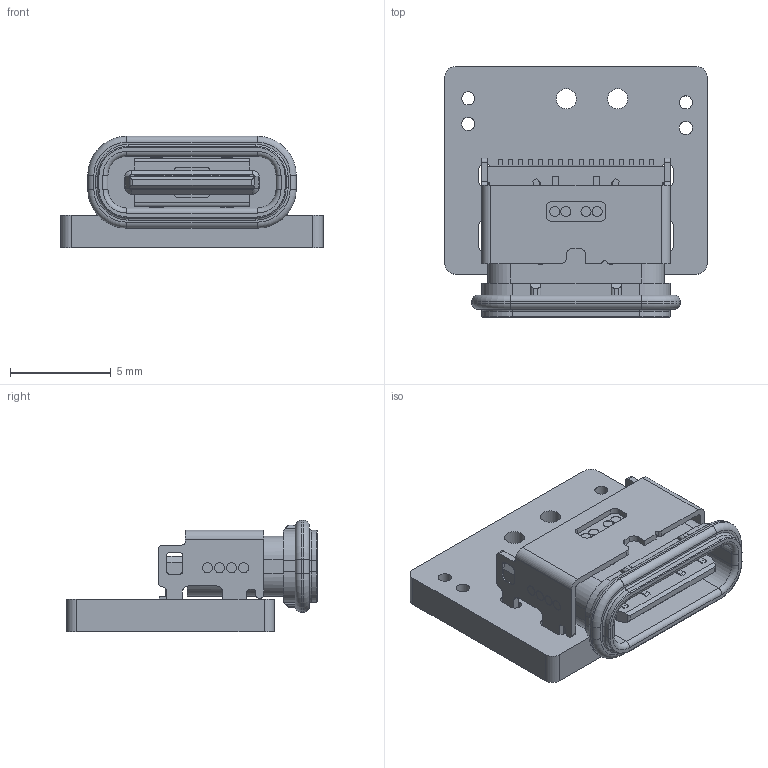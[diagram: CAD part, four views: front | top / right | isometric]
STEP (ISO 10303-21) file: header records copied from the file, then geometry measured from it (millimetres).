
FILE_DESCRIPTION(('KiCad electronic assembly'),'2;1');
FILE_NAME('OuterUSB.step','2023-02-02T11:07:32',('Pcbnew'),('Kicad'), 'Open CASCADE STEP processor 7.6','KiCad to STEP converter','Unknown' );
FILE_SCHEMA(('AUTOMOTIVE_DESIGN { 1 0 10303 214 1 1 1 1 }'));
Length unit declared in the file: millimetre
Products named in the file (4): OuterUSB 1; 2130830005; COMPOUND; OuterUSB PCB
Assembly tree (3 placements, depth 3):
  OuterUSB 1
    2130830005
      COMPOUND
    OuterUSB PCB
Bounding box: 13 x 12.45 x 5.53 mm (x, y, z)
Volume: 342.8 mm3; surface area: 896.8 mm2
Topology: 2 solids, 2 shells, 745 faces, 2152 edges, 1533 vertices
Faces by surface type: plane 424, cylinder 263, torus 54, cone 4
Full cylindrical faces by diameter (mm): 0.65 x4, 1 x2
Entity records: 53437 total; most frequent: CARTESIAN_POINT 11622, DIRECTION 8050, LINE 5014, VECTOR 5014, ORIENTED_EDGE 4112, PCURVE 4112, DEFINITIONAL_REPRESENTATION 4112, EDGE_CURVE 2056
